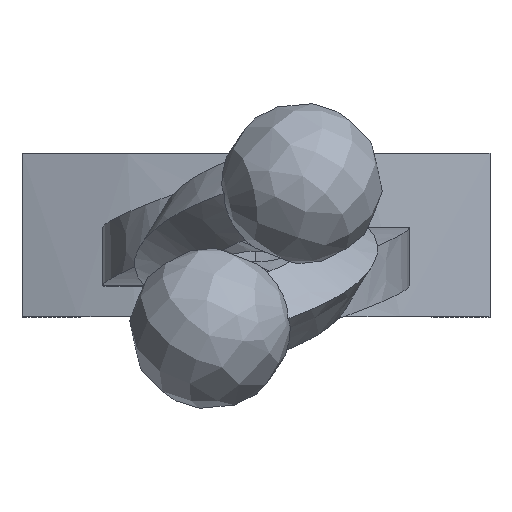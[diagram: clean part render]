
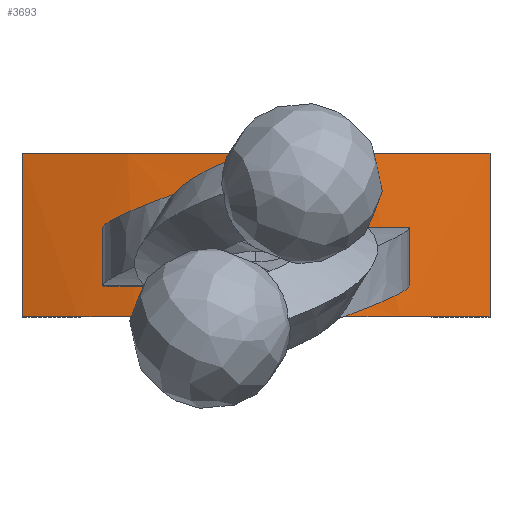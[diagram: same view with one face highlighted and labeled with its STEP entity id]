
A CAD part, top view. The second image highlights one B-rep face of the part: STEP entity #3693.
In plain terms, the highlighted free-form (B-spline) face has degree [1, 2] with [2, 3] control points.
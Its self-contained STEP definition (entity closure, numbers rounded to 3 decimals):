
#3086=CARTESIAN_POINT('',(-2.0,1.0,-32.873));
#3087=VERTEX_POINT('',#3086);
#3093=CARTESIAN_POINT('',(-2.0,-1.0,-32.873));
#3094=VERTEX_POINT('',#3093);
#3095=CARTESIAN_POINT('',(-2.0,1.0,-32.873));
#3096=CARTESIAN_POINT('',(-2.0,-1.0,-32.873));
#3097=QUASI_UNIFORM_CURVE('',1,(#3095,#3096),.UNSPECIFIED.,.F.,.U.);
#3098=EDGE_CURVE('',#3087,#3094,#3097,.T.);
#3113=CARTESIAN_POINT('',(2.0,1.0,-32.873));
#3114=VERTEX_POINT('',#3113);
#3121=CARTESIAN_POINT('',(2.0,-1.0,-32.873));
#3122=VERTEX_POINT('',#3121);
#3128=CARTESIAN_POINT('',(2.0,1.0,-32.873));
#3129=CARTESIAN_POINT('',(2.0,-1.0,-32.873));
#3130=QUASI_UNIFORM_CURVE('',1,(#3128,#3129),.UNSPECIFIED.,.F.,.U.);
#3131=EDGE_CURVE('',#3114,#3122,#3130,.T.);
#3149=CARTESIAN_POINT('',(1.0,1.0,-32.818));
#3150=VERTEX_POINT('',#3149);
#3151=CARTESIAN_POINT('',(2.,1.0,-32.873));
#3152=CARTESIAN_POINT('',(1.501,1.0,-32.837));
#3153=CARTESIAN_POINT('',(1.,1.0,-32.818));
#3161=(BOUNDED_CURVE()B_SPLINE_CURVE(2,(#3151,#3152,#3153),.UNSPECIFIED.,.F.,.U.)CURVE()GEOMETRIC_REPRESENTATION_ITEM()QUASI_UNIFORM_CURVE()RATIONAL_B_SPLINE_CURVE((1.0,1.,1.0))REPRESENTATION_ITEM(''));
#3162=EDGE_CURVE('',#3114,#3150,#3161,.T.);
#3170=CARTESIAN_POINT('',(-1.0,1.0,-32.818));
#3171=VERTEX_POINT('',#3170);
#3177=CARTESIAN_POINT('',(-1.,1.0,-32.818));
#3178=CARTESIAN_POINT('',(-1.501,1.0,-32.837));
#3179=CARTESIAN_POINT('',(-2.,1.0,-32.873));
#3187=(BOUNDED_CURVE()B_SPLINE_CURVE(2,(#3177,#3178,#3179),.UNSPECIFIED.,.F.,.U.)CURVE()GEOMETRIC_REPRESENTATION_ITEM()QUASI_UNIFORM_CURVE()RATIONAL_B_SPLINE_CURVE((1.0,1.,1.0))REPRESENTATION_ITEM(''));
#3188=EDGE_CURVE('',#3171,#3087,#3187,.T.);
#3200=CARTESIAN_POINT('',(-1.0,-1.0,-32.818));
#3201=VERTEX_POINT('',#3200);
#3202=CARTESIAN_POINT('',(-2.,-1.0,-32.873));
#3203=CARTESIAN_POINT('',(-1.501,-1.0,-32.837));
#3204=CARTESIAN_POINT('',(-1.,-1.0,-32.818));
#3212=(BOUNDED_CURVE()B_SPLINE_CURVE(2,(#3202,#3203,#3204),.UNSPECIFIED.,.F.,.U.)CURVE()GEOMETRIC_REPRESENTATION_ITEM()QUASI_UNIFORM_CURVE()RATIONAL_B_SPLINE_CURVE((1.0,1.,1.0))REPRESENTATION_ITEM(''));
#3213=EDGE_CURVE('',#3094,#3201,#3212,.T.);
#3221=CARTESIAN_POINT('',(1.0,-1.0,-32.818));
#3222=VERTEX_POINT('',#3221);
#3228=CARTESIAN_POINT('',(1.,-1.0,-32.818));
#3229=CARTESIAN_POINT('',(1.501,-1.0,-32.837));
#3230=CARTESIAN_POINT('',(2.,-1.0,-32.873));
#3238=(BOUNDED_CURVE()B_SPLINE_CURVE(2,(#3228,#3229,#3230),.UNSPECIFIED.,.F.,.U.)CURVE()GEOMETRIC_REPRESENTATION_ITEM()QUASI_UNIFORM_CURVE()RATIONAL_B_SPLINE_CURVE((1.0,1.,1.0))REPRESENTATION_ITEM(''));
#3239=EDGE_CURVE('',#3222,#3122,#3238,.T.);
#3255=CARTESIAN_POINT('',(-1.0,2.0,-32.818));
#3256=VERTEX_POINT('',#3255);
#3263=CARTESIAN_POINT('',(1.0,2.0,-32.818));
#3264=VERTEX_POINT('',#3263);
#3270=CARTESIAN_POINT('',(-1.,2.0,-32.818));
#3271=CARTESIAN_POINT('',(0.,2.,-32.782));
#3272=CARTESIAN_POINT('',(1.,2.0,-32.818));
#3280=(BOUNDED_CURVE()B_SPLINE_CURVE(2,(#3270,#3271,#3272),.UNSPECIFIED.,.F.,.U.)CURVE()GEOMETRIC_REPRESENTATION_ITEM()QUASI_UNIFORM_CURVE()RATIONAL_B_SPLINE_CURVE((1.0,0.999,1.0))REPRESENTATION_ITEM(''));
#3281=EDGE_CURVE('',#3256,#3264,#3280,.T.);
#3294=CARTESIAN_POINT('',(1.0,1.0,-32.818));
#3295=CARTESIAN_POINT('',(1.0,2.0,-32.818));
#3296=QUASI_UNIFORM_CURVE('',1,(#3294,#3295),.UNSPECIFIED.,.F.,.U.);
#3297=EDGE_CURVE('',#3150,#3264,#3296,.T.);
#3310=CARTESIAN_POINT('',(-1.0,2.0,-32.818));
#3311=CARTESIAN_POINT('',(-1.0,1.0,-32.818));
#3312=QUASI_UNIFORM_CURVE('',1,(#3310,#3311),.UNSPECIFIED.,.F.,.U.);
#3313=EDGE_CURVE('',#3256,#3171,#3312,.T.);
#3325=CARTESIAN_POINT('',(8.,-2.0,-34.0));
#3326=VERTEX_POINT('',#3325);
#3339=CARTESIAN_POINT('',(8.,3.6,-34.0));
#3340=VERTEX_POINT('',#3339);
#3346=CARTESIAN_POINT('',(8.,3.6,-34.0));
#3347=CARTESIAN_POINT('',(8.,-2.0,-34.0));
#3348=QUASI_UNIFORM_CURVE('',1,(#3346,#3347),.UNSPECIFIED.,.F.,.U.);
#3349=EDGE_CURVE('',#3340,#3326,#3348,.T.);
#3590=CARTESIAN_POINT('',(-8.,-2.0,-34.0));
#3591=VERTEX_POINT('',#3590);
#3597=CARTESIAN_POINT('',(-8.,3.6,-34.0));
#3598=VERTEX_POINT('',#3597);
#3599=CARTESIAN_POINT('',(-8.,3.6,-34.0));
#3600=CARTESIAN_POINT('',(-8.,-2.0,-34.0));
#3601=QUASI_UNIFORM_CURVE('',1,(#3599,#3600),.UNSPECIFIED.,.F.,.U.);
#3602=EDGE_CURVE('',#3598,#3591,#3601,.T.);
#3613=CARTESIAN_POINT('',(-8.698,3.74,-34.224));
#3614=CARTESIAN_POINT('',(-8.698,-2.143,-34.224));
#3615=CARTESIAN_POINT('',(0.035,3.74,-31.285));
#3616=CARTESIAN_POINT('',(0.035,-2.143,-31.285));
#3617=CARTESIAN_POINT('',(8.761,3.74,-34.246));
#3618=CARTESIAN_POINT('',(8.761,-2.143,-34.246));
#3626=(BOUNDED_SURFACE()B_SPLINE_SURFACE(1,2,((#3613,#3615,#3617),(#3614,#3616,#3618)),.UNSPECIFIED.,.F.,.F.,.U.)B_SPLINE_SURFACE_WITH_KNOTS((2,2),(3,3),(0.0,5.883),(0.0,17.93),.UNSPECIFIED.)GEOMETRIC_REPRESENTATION_ITEM()RATIONAL_B_SPLINE_SURFACE(((1.0,0.945,0.995),(1.0,0.945,0.995)))REPRESENTATION_ITEM('')SURFACE());
#3627=ORIENTED_EDGE('',*,*,#3239,.F.);
#3628=CARTESIAN_POINT('',(1.0,-2.0,-32.818));
#3629=VERTEX_POINT('',#3628);
#3630=CARTESIAN_POINT('',(1.0,-2.0,-32.818));
#3631=CARTESIAN_POINT('',(1.0,-1.0,-32.818));
#3632=QUASI_UNIFORM_CURVE('',1,(#3630,#3631),.UNSPECIFIED.,.F.,.U.);
#3633=EDGE_CURVE('',#3629,#3222,#3632,.T.);
#3634=ORIENTED_EDGE('',*,*,#3633,.F.);
#3635=CARTESIAN_POINT('',(8.,-2.0,-34.0));
#3636=CARTESIAN_POINT('',(4.578,-2.,-32.95));
#3637=CARTESIAN_POINT('',(1.,-2.0,-32.818));
#3645=(BOUNDED_CURVE()B_SPLINE_CURVE(2,(#3635,#3636,#3637),.UNSPECIFIED.,.F.,.U.)CURVE()GEOMETRIC_REPRESENTATION_ITEM()QUASI_UNIFORM_CURVE()RATIONAL_B_SPLINE_CURVE((1.0,0.991,1.0))REPRESENTATION_ITEM(''));
#3646=EDGE_CURVE('',#3326,#3629,#3645,.T.);
#3647=ORIENTED_EDGE('',*,*,#3646,.F.);
#3648=ORIENTED_EDGE('',*,*,#3349,.F.);
#3649=CARTESIAN_POINT('',(8.,3.6,-34.0));
#3650=CARTESIAN_POINT('',(0.,3.6,-31.545));
#3651=CARTESIAN_POINT('',(-8.,3.6,-34.0));
#3659=(BOUNDED_CURVE()B_SPLINE_CURVE(2,(#3649,#3650,#3651),.UNSPECIFIED.,.F.,.U.)CURVE()GEOMETRIC_REPRESENTATION_ITEM()QUASI_UNIFORM_CURVE()RATIONAL_B_SPLINE_CURVE((1.0,0.956,1.0))REPRESENTATION_ITEM(''));
#3660=EDGE_CURVE('',#3340,#3598,#3659,.T.);
#3661=ORIENTED_EDGE('',*,*,#3660,.T.);
#3662=ORIENTED_EDGE('',*,*,#3602,.T.);
#3663=CARTESIAN_POINT('',(-1.0,-2.0,-32.818));
#3664=VERTEX_POINT('',#3663);
#3665=CARTESIAN_POINT('',(-1.,-2.0,-32.818));
#3666=CARTESIAN_POINT('',(-4.578,-2.0,-32.95));
#3667=CARTESIAN_POINT('',(-8.,-2.0,-34.0));
#3675=(BOUNDED_CURVE()B_SPLINE_CURVE(2,(#3665,#3666,#3667),.UNSPECIFIED.,.F.,.U.)CURVE()GEOMETRIC_REPRESENTATION_ITEM()QUASI_UNIFORM_CURVE()RATIONAL_B_SPLINE_CURVE((1.0,0.991,1.0))REPRESENTATION_ITEM(''));
#3676=EDGE_CURVE('',#3664,#3591,#3675,.T.);
#3677=ORIENTED_EDGE('',*,*,#3676,.F.);
#3678=CARTESIAN_POINT('',(-1.0,-1.0,-32.818));
#3679=CARTESIAN_POINT('',(-1.0,-2.0,-32.818));
#3680=QUASI_UNIFORM_CURVE('',1,(#3678,#3679),.UNSPECIFIED.,.F.,.U.);
#3681=EDGE_CURVE('',#3201,#3664,#3680,.T.);
#3682=ORIENTED_EDGE('',*,*,#3681,.F.);
#3683=ORIENTED_EDGE('',*,*,#3213,.F.);
#3684=ORIENTED_EDGE('',*,*,#3098,.F.);
#3685=ORIENTED_EDGE('',*,*,#3188,.F.);
#3686=ORIENTED_EDGE('',*,*,#3313,.F.);
#3687=ORIENTED_EDGE('',*,*,#3281,.T.);
#3688=ORIENTED_EDGE('',*,*,#3297,.F.);
#3689=ORIENTED_EDGE('',*,*,#3162,.F.);
#3690=ORIENTED_EDGE('',*,*,#3131,.T.);
#3691=EDGE_LOOP('',(#3627,#3634,#3647,#3648,#3661,#3662,#3677,#3682,#3683,#3684,#3685,#3686,#3687,#3688,#3689,#3690));
#3692=FACE_OUTER_BOUND('',#3691,.T.);
#3693=ADVANCED_FACE('',(#3692),#3626,.T.);
